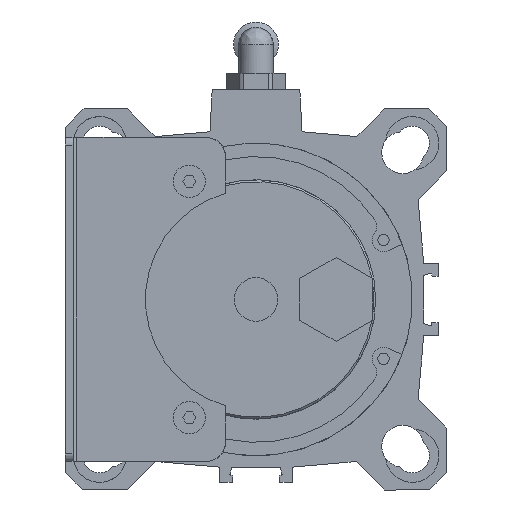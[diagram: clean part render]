
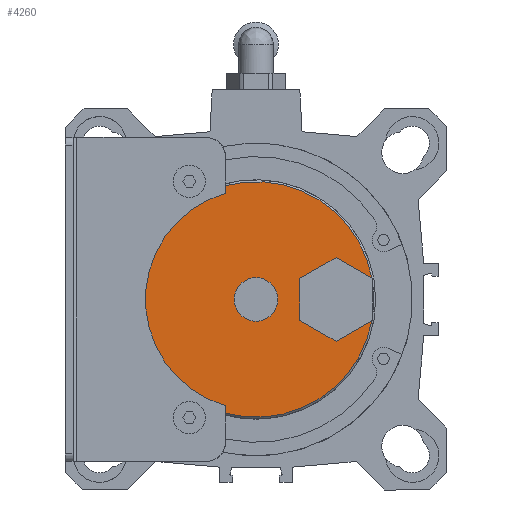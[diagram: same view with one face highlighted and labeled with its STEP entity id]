
A CAD part, front view. The second image highlights one B-rep face of the part: STEP entity #4260.
In plain terms, the highlighted planar face has unit normal (0, -1, 0).
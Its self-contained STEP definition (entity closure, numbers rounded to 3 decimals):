
#3247=CARTESIAN_POINT('',(-8.,-186.25,27.875));
#3248=VERTEX_POINT('',#3247);
#3249=CARTESIAN_POINT('',(-8.,-186.25,-27.875));
#3250=VERTEX_POINT('',#3249);
#3251=CARTESIAN_POINT('',(0.,-186.25,0.0));
#3252=DIRECTION('',(0.0,-1.0,0.0));
#3253=DIRECTION('',(-0.276,0.0,0.961));
#3254=AXIS2_PLACEMENT_3D('',#3251,#3252,#3253);
#3255=CIRCLE('',#3254,29.);
#3256=EDGE_CURVE('',#3248,#3250,#3255,.T.);
#3361=CARTESIAN_POINT('',(-8.,-186.25,29.846));
#3362=VERTEX_POINT('',#3361);
#3363=CARTESIAN_POINT('',(-8.,-186.25,29.846));
#3364=DIRECTION('',(0.0,0.0,-1.0));
#3365=VECTOR('',#3364,1.972);
#3366=LINE('',#3363,#3365);
#3367=EDGE_CURVE('',#3362,#3248,#3366,.T.);
#4054=CARTESIAN_POINT('',(-8.,-186.25,-29.846));
#4055=VERTEX_POINT('',#4054);
#4162=CARTESIAN_POINT('',(-8.,-186.25,-27.875));
#4163=DIRECTION('',(0.0,0.0,-1.0));
#4164=VECTOR('',#4163,1.972);
#4165=LINE('',#4162,#4164);
#4166=EDGE_CURVE('',#3250,#4055,#4165,.T.);
#4183=CARTESIAN_POINT('',(0.014,-186.25,0.909));
#4184=DIRECTION('',(0.0,1.0,0.0));
#4185=DIRECTION('',(0.0,0.0,1.0));
#4186=AXIS2_PLACEMENT_3D('',#4183,#4184,#4185);
#4187=PLANE('',#4186);
#4188=ORIENTED_EDGE('',*,*,#3367,.T.);
#4189=ORIENTED_EDGE('',*,*,#3256,.T.);
#4190=ORIENTED_EDGE('',*,*,#4166,.T.);
#4191=CARTESIAN_POINT('',(30.399,-186.25,-5.543));
#4192=VERTEX_POINT('',#4191);
#4193=CARTESIAN_POINT('',(0.0,-186.25,0.0));
#4194=DIRECTION('',(0.0,1.0,0.0));
#4195=DIRECTION('',(-1.0,0.0,0.0));
#4196=AXIS2_PLACEMENT_3D('',#4193,#4194,#4195);
#4197=CIRCLE('',#4196,30.9);
#4198=EDGE_CURVE('',#4192,#4055,#4197,.T.);
#4199=ORIENTED_EDGE('',*,*,#4198,.F.);
#4200=CARTESIAN_POINT('',(21.0,-186.25,-10.97));
#4201=VERTEX_POINT('',#4200);
#4202=CARTESIAN_POINT('',(30.399,-186.25,-5.543));
#4203=DIRECTION('',(-0.866,0.0,-0.5));
#4204=VECTOR('',#4203,10.853);
#4205=LINE('',#4202,#4204);
#4206=EDGE_CURVE('',#4192,#4201,#4205,.T.);
#4207=ORIENTED_EDGE('',*,*,#4206,.T.);
#4208=CARTESIAN_POINT('',(11.5,-186.25,-5.485));
#4209=VERTEX_POINT('',#4208);
#4210=CARTESIAN_POINT('',(21.0,-186.25,-10.97));
#4211=DIRECTION('',(-0.866,0.0,0.5));
#4212=VECTOR('',#4211,10.97);
#4213=LINE('',#4210,#4212);
#4214=EDGE_CURVE('',#4201,#4209,#4213,.T.);
#4215=ORIENTED_EDGE('',*,*,#4214,.T.);
#4216=CARTESIAN_POINT('',(11.5,-186.25,5.485));
#4217=VERTEX_POINT('',#4216);
#4218=CARTESIAN_POINT('',(11.5,-186.25,-5.485));
#4219=DIRECTION('',(0.0,0.0,1.0));
#4220=VECTOR('',#4219,10.97);
#4221=LINE('',#4218,#4220);
#4222=EDGE_CURVE('',#4209,#4217,#4221,.T.);
#4223=ORIENTED_EDGE('',*,*,#4222,.T.);
#4224=CARTESIAN_POINT('',(21.,-186.25,10.97));
#4225=VERTEX_POINT('',#4224);
#4226=CARTESIAN_POINT('',(11.5,-186.25,5.485));
#4227=DIRECTION('',(0.866,0.0,0.5));
#4228=VECTOR('',#4227,10.97);
#4229=LINE('',#4226,#4228);
#4230=EDGE_CURVE('',#4217,#4225,#4229,.T.);
#4231=ORIENTED_EDGE('',*,*,#4230,.T.);
#4232=CARTESIAN_POINT('',(30.399,-186.25,5.543));
#4233=VERTEX_POINT('',#4232);
#4234=CARTESIAN_POINT('',(21.0,-186.25,10.97));
#4235=DIRECTION('',(0.866,0.0,-0.5));
#4236=VECTOR('',#4235,10.853);
#4237=LINE('',#4234,#4236);
#4238=EDGE_CURVE('',#4225,#4233,#4237,.T.);
#4239=ORIENTED_EDGE('',*,*,#4238,.T.);
#4240=CARTESIAN_POINT('',(0.0,-186.25,0.0));
#4241=DIRECTION('',(0.0,1.0,0.0));
#4242=DIRECTION('',(-1.0,0.0,0.0));
#4243=AXIS2_PLACEMENT_3D('',#4240,#4241,#4242);
#4244=CIRCLE('',#4243,30.9);
#4245=EDGE_CURVE('',#3362,#4233,#4244,.T.);
#4246=ORIENTED_EDGE('',*,*,#4245,.F.);
#4247=EDGE_LOOP('',(#4188,#4189,#4190,#4199,#4207,#4215,#4223,#4231,#4239,#4246));
#4248=FACE_OUTER_BOUND('',#4247,.T.);
#4249=CARTESIAN_POINT('',(5.72,-186.25,0.));
#4250=VERTEX_POINT('',#4249);
#4251=CARTESIAN_POINT('',(0.0,-186.25,0.0));
#4252=DIRECTION('',(0.0,1.0,0.0));
#4253=DIRECTION('',(-1.0,0.0,0.0));
#4254=AXIS2_PLACEMENT_3D('',#4251,#4252,#4253);
#4255=CIRCLE('',#4254,5.72);
#4256=EDGE_CURVE('',#4250,#4250,#4255,.T.);
#4257=ORIENTED_EDGE('',*,*,#4256,.T.);
#4258=EDGE_LOOP('',(#4257));
#4259=FACE_BOUND('',#4258,.T.);
#4260=ADVANCED_FACE('',(#4248,#4259),#4187,.F.);
